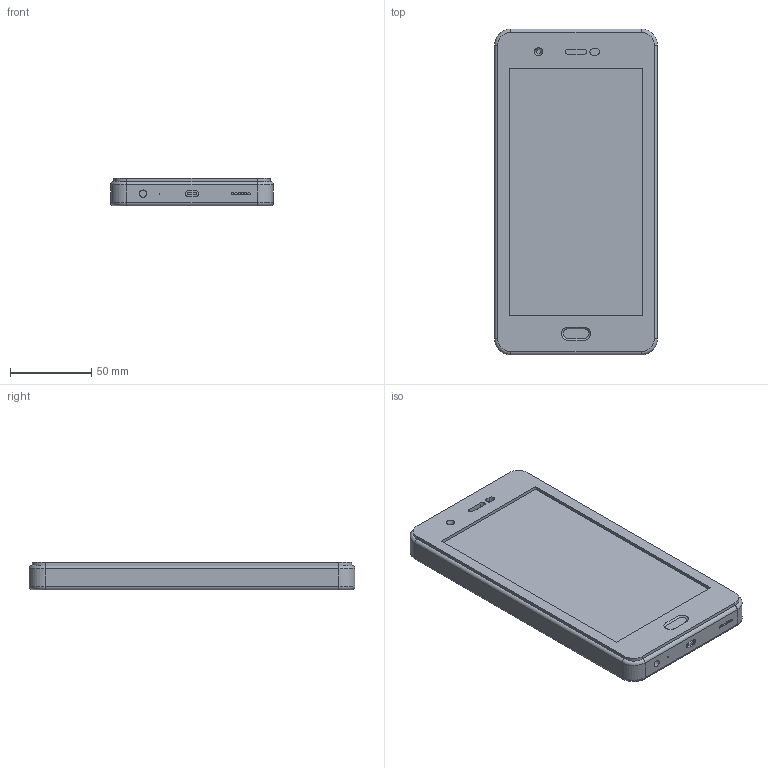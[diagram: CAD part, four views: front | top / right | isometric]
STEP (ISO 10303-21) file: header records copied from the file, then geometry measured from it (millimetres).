
FILE_DESCRIPTION(('WelSim Geometry'),'2;1');
FILE_NAME( 'Geom17.step', '2023-02-21T09:40:07',('WELSIM'),('WelSimulation LLC'), 'Open CASCADE STEP processor 7.5','WelSim25','Unknown');
FILE_SCHEMA(('AUTOMOTIVE_DESIGN { 1 0 10303 214 1 1 1 1 }'));
Length unit declared in the file: millimetre
Products named in the file (1): Part 1
Bounding box: 100 x 200 x 17 mm (x, y, z)
Volume: 309113.5 mm3; surface area: 50889.2 mm2
Topology: 1 solids, 1 shells, 90 faces, 185 edges, 115 vertices
Faces by surface type: plane 42, cylinder 36, torus 8, cone 3, sphere 1
Full cylindrical faces by diameter (mm): 0.5 x1, 1 x1, 1.5 x6, 2 x1, 4 x1, 4.5 x1, 8 x1
Entity records: 4870 total; most frequent: CARTESIAN_POINT 939, DIRECTION 784, LINE 400, VECTOR 400, ORIENTED_EDGE 368, PCURVE 368, DEFINITIONAL_REPRESENTATION 368, EDGE_CURVE 184
